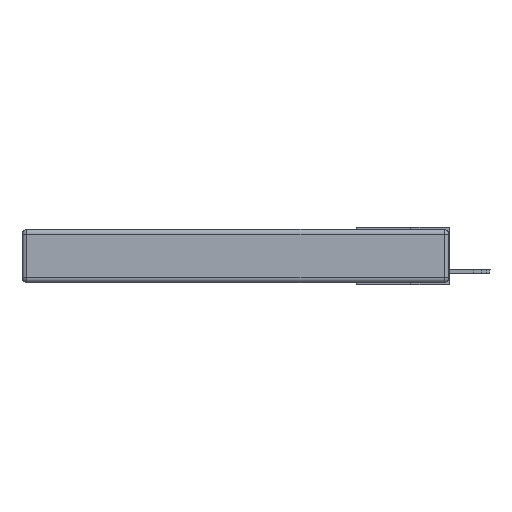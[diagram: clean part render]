
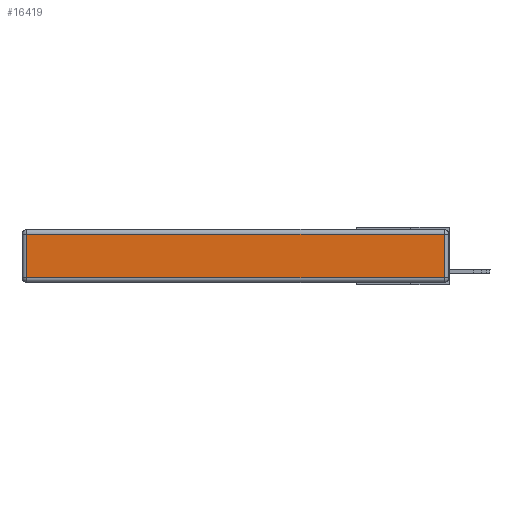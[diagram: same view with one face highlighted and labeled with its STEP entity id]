
A CAD part, left-side view. The second image highlights one B-rep face of the part: STEP entity #16419.
In plain terms, the highlighted planar face has unit normal (-1, 0, 0).
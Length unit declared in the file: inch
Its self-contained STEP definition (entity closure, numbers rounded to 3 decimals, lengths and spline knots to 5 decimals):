
#256 = DIRECTION ( 'NONE',  ( 0., 0., 1. ) ) ;
#291 = CARTESIAN_POINT ( 'NONE',  ( 0., 0., -0.343 ) ) ;
#448 = CARTESIAN_POINT ( 'NONE',  ( 0., 2.72, -0.313 ) ) ;
#1031 = CARTESIAN_POINT ( 'NONE',  ( 0., 0.03, -0.03 ) ) ;
#1156 = ORIENTED_EDGE ( 'NONE', *, *, #5592, .T. ) ;
#1495 = VERTEX_POINT ( 'NONE', #11362 ) ;
#2585 = DIRECTION ( 'NONE',  ( 0., -1., 0. ) ) ;
#2694 = LINE ( 'NONE', #4367, #10877 ) ;
#3561 = DIRECTION ( 'NONE',  ( 0., 0., 1. ) ) ;
#3629 = PLANE ( 'NONE',  #10213 ) ;
#4367 = CARTESIAN_POINT ( 'NONE',  ( 0., 0., -0.313 ) ) ;
#5592 = EDGE_CURVE ( 'NONE', #18016, #13058, #15177, .T. ) ;
#8080 = CARTESIAN_POINT ( 'NONE',  ( 0., 0.03, -0.313 ) ) ;
#8303 = VECTOR ( 'NONE', #15634, 39.37008 ) ;
#10213 = AXIS2_PLACEMENT_3D ( 'NONE', #291, #17967, #3561 ) ;
#10713 = CARTESIAN_POINT ( 'NONE',  ( 0., 2.72, -0.343 ) ) ;
#10808 = EDGE_CURVE ( 'NONE', #1495, #19484, #16075, .T. ) ;
#10877 = VECTOR ( 'NONE', #2585, 39.37008 ) ;
#10926 = DIRECTION ( 'NONE',  ( 0., 0., -1. ) ) ;
#10994 = CARTESIAN_POINT ( 'NONE',  ( 0., 2.75, -0.03 ) ) ;
#11038 = VECTOR ( 'NONE', #10926, 39.37008 ) ;
#11362 = CARTESIAN_POINT ( 'NONE',  ( 0., 2.72, -0.03 ) ) ;
#13058 = VERTEX_POINT ( 'NONE', #1031 ) ;
#14986 = CARTESIAN_POINT ( 'NONE',  ( 0., 0.03, -0.343 ) ) ;
#15177 = LINE ( 'NONE', #14986, #19953 ) ;
#15634 = DIRECTION ( 'NONE',  ( 0., 1., 0. ) ) ;
#16075 = LINE ( 'NONE', #10713, #11038 ) ;
#16116 = EDGE_LOOP ( 'NONE', ( #18429, #1156, #20747, #19143 ) ) ;
#16419 = ADVANCED_FACE ( 'NONE', ( #17734 ), #3629, .T. ) ;
#17202 = EDGE_CURVE ( 'NONE', #19484, #18016, #2694, .T. ) ;
#17734 = FACE_OUTER_BOUND ( 'NONE', #16116, .T. ) ;
#17967 = DIRECTION ( 'NONE',  ( -1., 0., 0. ) ) ;
#17982 = EDGE_CURVE ( 'NONE', #13058, #1495, #18631, .T. ) ;
#18016 = VERTEX_POINT ( 'NONE', #8080 ) ;
#18429 = ORIENTED_EDGE ( 'NONE', *, *, #17202, .T. ) ;
#18631 = LINE ( 'NONE', #10994, #8303 ) ;
#19143 = ORIENTED_EDGE ( 'NONE', *, *, #10808, .T. ) ;
#19484 = VERTEX_POINT ( 'NONE', #448 ) ;
#19953 = VECTOR ( 'NONE', #256, 39.37008 ) ;
#20747 = ORIENTED_EDGE ( 'NONE', *, *, #17982, .T. ) ;
